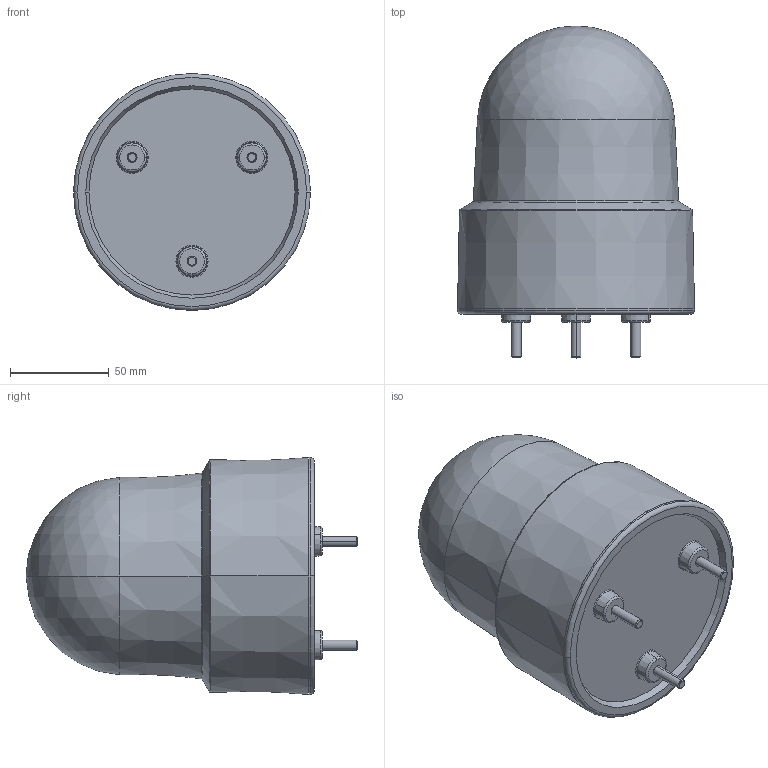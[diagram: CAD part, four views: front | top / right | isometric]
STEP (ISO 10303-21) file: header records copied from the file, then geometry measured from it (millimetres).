
FILE_DESCRIPTION(('STEP AP242'),'1');
FILE_NAME('xvr_12b04.stp','2020-06-20T14:06:41',('TraceParts'),('TraceParts S.A.'),'Spatial InterOp 3D',' ',' ');
FILE_SCHEMA(('AP242_MANAGED_MODEL_BASED_3D_ENGINEERING_MIM_LF {1 0 10303 442 1 1 4}'));
Length unit declared in the file: millimetre
Products named in the file (1): xvr_12b04
Bounding box: 120 x 168 x 120 mm (x, y, z)
Volume: 1187560 mm3; surface area: 64820.3 mm2
Topology: 1 solids, 1 shells, 60 faces, 128 edges, 79 vertices
Faces by surface type: cone 20, torus 18, cylinder 10, plane 10, sphere 2
Entity records: 1903 total; most frequent: CARTESIAN_POINT 534, DIRECTION 324, ORIENTED_EDGE 256, AXIS2_PLACEMENT_3D 147, EDGE_CURVE 128, CIRCLE 86, VERTEX_POINT 79, EDGE_LOOP 69
